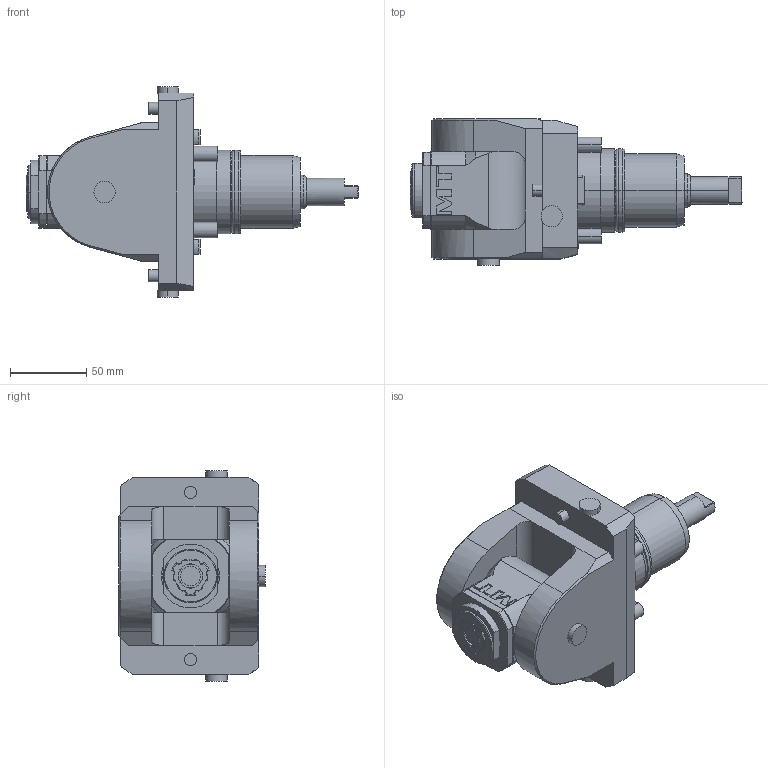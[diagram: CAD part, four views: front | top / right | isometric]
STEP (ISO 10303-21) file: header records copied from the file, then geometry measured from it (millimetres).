
FILE_DESCRIPTION((''),'2;1');
FILE_NAME('NKM0790220_CONF','2023-03-22T12:00:32',('smalpassi'),('M.T. srl'),'CREO PARAMETRIC BY PTC INC, 2021072','CREO PARAMETRIC BY PTC INC, 2021072','');
FILE_SCHEMA(('CONFIG_CONTROL_DESIGN'));
Length unit declared in the file: millimetre
Products named in the file (1): NKM0790220_CONF
Bounding box: 218.16 x 96 x 138 mm (x, y, z)
Volume: 850245.5 mm3; surface area: 86249.9 mm2
Topology: 1 solids, 1 shells, 340 faces, 859 edges, 552 vertices
Faces by surface type: plane 152, cylinder 104, cone 63, torus 11, bspline 6, extrusion 4
Entity records: 11472 total; most frequent: CARTESIAN_POINT 3307, ORIENTED_EDGE 1718, DIRECTION 1655, EDGE_CURVE 859, AXIS2_PLACEMENT_3D 609, VERTEX_POINT 552, VECTOR 437, LINE 433
